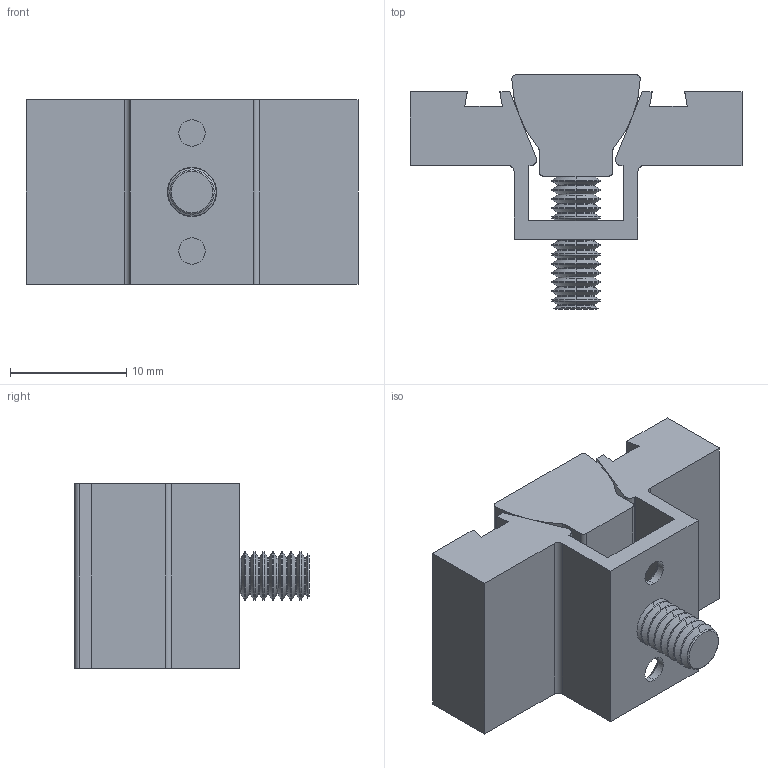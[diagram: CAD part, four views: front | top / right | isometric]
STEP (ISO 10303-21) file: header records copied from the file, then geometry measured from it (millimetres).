
FILE_DESCRIPTION (( 'STEP AP203' ), '1' );
FILE_NAME ('05-0444.STEP', '2023-06-05T18:33:10', ( '' ), ( '' ), 'SwSTEP 2.0', 'SolidWorks 2022', '' );
FILE_SCHEMA (( 'CONFIG_CONTROL_DESIGN' ));
Length unit declared in the file: inch
Products named in the file (4): SW3dPS-80055_8-32 CAP; 05-0444; SW3dPS-80055_60050; SW3dPS-80055_60310
Assembly tree (3 placements, depth 2):
  05-0444
    SW3dPS-80055_60310
    SW3dPS-80055_60050
    SW3dPS-80055_8-32 CAP
Bounding box: 28.57 x 20.17 x 15.88 mm (x, y, z)
Volume: 3537.4 mm3; surface area: 3357.4 mm2
Topology: 3 solids, 3 shells, 237 faces, 518 edges, 290 vertices
Faces by surface type: cylinder 106, cone 86, plane 43, torus 2
Entity records: 6786 total; most frequent: DIRECTION 1228, CARTESIAN_POINT 1051, ORIENTED_EDGE 1036, EDGE_CURVE 518, AXIS2_PLACEMENT_3D 467, LINE 294, VECTOR 294, VERTEX_POINT 290
